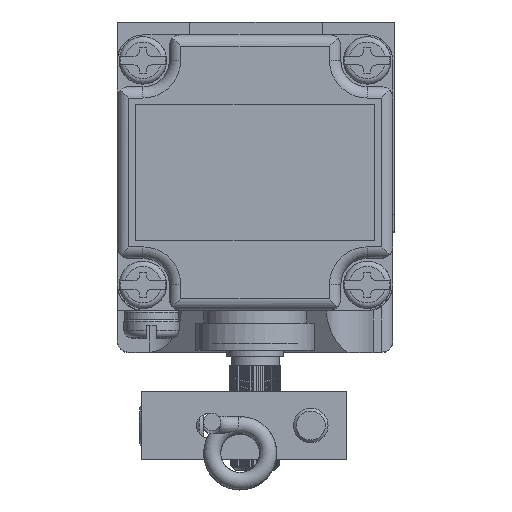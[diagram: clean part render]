
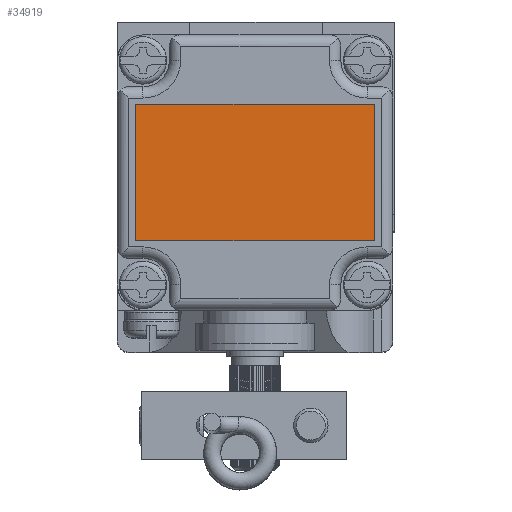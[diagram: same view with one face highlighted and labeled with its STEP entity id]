
A CAD part, top view. The second image highlights one B-rep face of the part: STEP entity #34919.
In plain terms, the highlighted planar face has unit normal (0, 0, 1).
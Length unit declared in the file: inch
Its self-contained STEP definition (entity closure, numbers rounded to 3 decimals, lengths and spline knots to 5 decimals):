
#371 = CARTESIAN_POINT ( 'NONE',  ( -1.97067, 1.2787, 2.06581 ) ) ;
#1647 = VERTEX_POINT ( 'NONE', #30900 ) ;
#2180 = CARTESIAN_POINT ( 'NONE',  ( -2.62567, 0.9037, 2.06581 ) ) ;
#2513 = FACE_OUTER_BOUND ( 'NONE', #32835, .T. ) ;
#3463 = CARTESIAN_POINT ( 'NONE',  ( -1.31567, 0.9037, 2.06581 ) ) ;
#3882 = EDGE_CURVE ( 'NONE', #21007, #19433, #37253, .T. ) ;
#6592 = DIRECTION ( 'NONE',  ( 0., -1., 0. ) ) ;
#9402 = ORIENTED_EDGE ( 'NONE', *, *, #3882, .T. ) ;
#10834 = LINE ( 'NONE', #28725, #17102 ) ;
#11539 = AXIS2_PLACEMENT_3D ( 'NONE', #371, #23102, #26330 ) ;
#12905 = ORIENTED_EDGE ( 'NONE', *, *, #26191, .T. ) ;
#13762 = LINE ( 'NONE', #2180, #35688 ) ;
#14261 = LINE ( 'NONE', #32641, #28572 ) ;
#17102 = VECTOR ( 'NONE', #26717, 39.37008 ) ;
#17488 = CARTESIAN_POINT ( 'NONE',  ( -2.62567, 0.9037, 2.06581 ) ) ;
#17812 = EDGE_CURVE ( 'NONE', #19433, #1647, #10834, .T. ) ;
#19433 = VERTEX_POINT ( 'NONE', #33572 ) ;
#19721 = VERTEX_POINT ( 'NONE', #17488 ) ;
#21007 = VERTEX_POINT ( 'NONE', #33256 ) ;
#22899 = VECTOR ( 'NONE', #29540, 39.37008 ) ;
#23102 = DIRECTION ( 'NONE',  ( 0., 0., -1. ) ) ;
#25799 = ORIENTED_EDGE ( 'NONE', *, *, #25879, .T. ) ;
#25879 = EDGE_CURVE ( 'NONE', #1647, #19721, #14261, .T. ) ;
#26191 = EDGE_CURVE ( 'NONE', #19721, #21007, #13762, .T. ) ;
#26330 = DIRECTION ( 'NONE',  ( 0., 1., 0. ) ) ;
#26717 = DIRECTION ( 'NONE',  ( -1., 0., 0. ) ) ;
#28572 = VECTOR ( 'NONE', #6592, 39.37008 ) ;
#28725 = CARTESIAN_POINT ( 'NONE',  ( -1.31567, 1.6537, 2.06581 ) ) ;
#29540 = DIRECTION ( 'NONE',  ( 0., 1., 0. ) ) ;
#30900 = CARTESIAN_POINT ( 'NONE',  ( -2.62567, 1.6537, 2.06581 ) ) ;
#32641 = CARTESIAN_POINT ( 'NONE',  ( -2.62567, 1.6537, 2.06581 ) ) ;
#32835 = EDGE_LOOP ( 'NONE', ( #9402, #33188, #25799, #12905 ) ) ;
#33188 = ORIENTED_EDGE ( 'NONE', *, *, #17812, .T. ) ;
#33256 = CARTESIAN_POINT ( 'NONE',  ( -1.31567, 0.9037, 2.06581 ) ) ;
#33572 = CARTESIAN_POINT ( 'NONE',  ( -1.31567, 1.6537, 2.06581 ) ) ;
#33729 = DIRECTION ( 'NONE',  ( 1., 0., 0. ) ) ;
#34825 = PLANE ( 'NONE',  #11539 ) ;
#34919 = ADVANCED_FACE ( 'NONE', ( #2513 ), #34825, .F. ) ;
#35688 = VECTOR ( 'NONE', #33729, 39.37008 ) ;
#37253 = LINE ( 'NONE', #3463, #22899 ) ;
